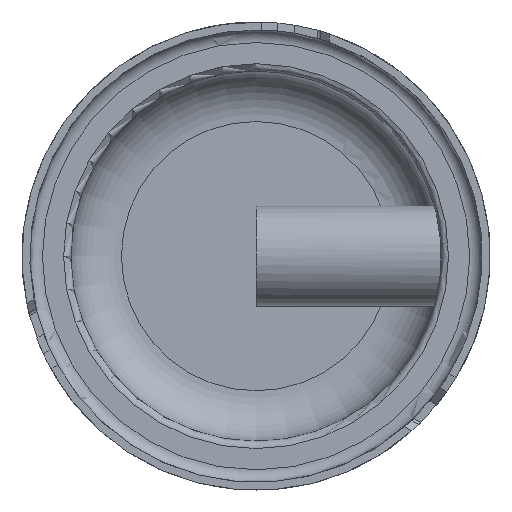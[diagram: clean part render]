
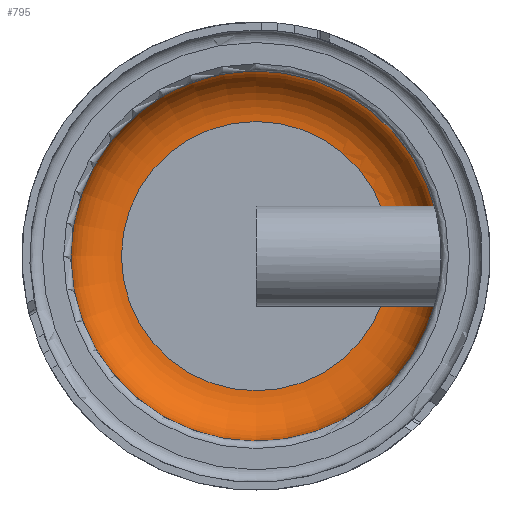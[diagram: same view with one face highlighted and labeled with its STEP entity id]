
A CAD part, front view. The second image highlights one B-rep face of the part: STEP entity #795.
In plain terms, the highlighted toroidal (fillet/blend) face has major radius 23.733 mm and minor radius 8.922 mm.
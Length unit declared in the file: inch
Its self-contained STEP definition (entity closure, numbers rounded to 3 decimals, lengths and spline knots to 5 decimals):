
#9 = FACE_OUTER_BOUND ( 'NONE', #838, .T. ) ;
#49 = CIRCLE ( 'NONE', #1435, 0.93438 ) ;
#71 = CARTESIAN_POINT ( 'NONE',  ( 1.2505, 1.60439, 0.18711 ) ) ;
#108 = EDGE_CURVE ( 'NONE', #1296, #529, #520, .T. ) ;
#132 = EDGE_CURVE ( 'NONE', #1296, #529, #1311, .T. ) ;
#205 = CARTESIAN_POINT ( 'NONE',  ( 1.25419, 1.53423, 0.26668 ) ) ;
#211 = DIRECTION ( 'NONE',  ( 0., 1., 0. ) ) ;
#216 = CARTESIAN_POINT ( 'NONE',  ( 1.24119, 1.65076, -0.07575 ) ) ;
#351 = DIRECTION ( 'NONE',  ( 0., 0., 1. ) ) ;
#355 = CARTESIAN_POINT ( 'NONE',  ( 1.25284, 1.50979, 0.28528 ) ) ;
#363 = CARTESIAN_POINT ( 'NONE',  ( 1.2389, 1.6588, -0.01522 ) ) ;
#403 = CARTESIAN_POINT ( 'NONE',  ( 1.24982, 1.48375, -0.30128 ) ) ;
#419 = DIRECTION ( 'NONE',  ( 0., 0., 1. ) ) ;
#434 = ORIENTED_EDGE ( 'NONE', *, *, #132, .F. ) ;
#515 = CARTESIAN_POINT ( 'NONE',  ( 1.25161, 1.5958, 0.19989 ) ) ;
#520 = B_SPLINE_CURVE_WITH_KNOTS ( 'NONE', 3,
 ( #963, #1718, #798, #1409, #1578, #521, #659, #1246, #1258, #1427, #1567, #216, #1707, #810, #363, #673, #1726, #1089, #1237, #1558, #1696, #71, #515, #1574, #1106, #1869, #205, #355, #938, #949 ),
 .UNSPECIFIED., .F., .F.,
 ( 4, 2, 2, 2, 2, 2, 2, 2, 2, 2, 2, 2, 2, 2, 4 ),
 ( 0., 0.00231, 0.00346, 0.00462, 0.00577, 0.00693, 0.00808, 0.00924, 0.01039, 0.01155, 0.01386, 0.01501, 0.01616, 0.01732, 0.01847 ),
 .UNSPECIFIED. ) ;
#521 = CARTESIAN_POINT ( 'NONE',  ( 1.25161, 1.59575, -0.19996 ) ) ;
#529 = VERTEX_POINT ( 'NONE', #1684 ) ;
#631 = AXIS2_PLACEMENT_3D ( 'NONE', #1919, #1448, #1782 ) ;
#659 = CARTESIAN_POINT ( 'NONE',  ( 1.25053, 1.6042, -0.1874 ) ) ;
#673 = CARTESIAN_POINT ( 'NONE',  ( 1.2389, 1.6588, 0.01517 ) ) ;
#742 = AXIS2_PLACEMENT_3D ( 'NONE', #1094, #211, #351 ) ;
#795 = ADVANCED_FACE ( 'NONE', ( #9, #1412 ), #1557, .F. ) ;
#798 = CARTESIAN_POINT ( 'NONE',  ( 1.25456, 1.53443, -0.26781 ) ) ;
#810 = CARTESIAN_POINT ( 'NONE',  ( 1.2392, 1.65778, -0.03062 ) ) ;
#838 = EDGE_LOOP ( 'NONE', ( #1678 ) ) ;
#855 = ORIENTED_EDGE ( 'NONE', *, *, #108, .T. ) ;
#884 = VERTEX_POINT ( 'NONE', #1141 ) ;
#938 = CARTESIAN_POINT ( 'NONE',  ( 1.25165, 1.49703, 0.29372 ) ) ;
#949 = CARTESIAN_POINT ( 'NONE',  ( 1.24982, 1.48375, 0.30128 ) ) ;
#963 = CARTESIAN_POINT ( 'NONE',  ( 1.24982, 1.48375, -0.30128 ) ) ;
#1089 = CARTESIAN_POINT ( 'NONE',  ( 1.24032, 1.65385, 0.06035 ) ) ;
#1094 = CARTESIAN_POINT ( 'NONE',  ( 0., 1.48375, 0. ) ) ;
#1106 = CARTESIAN_POINT ( 'NONE',  ( 1.2539, 1.56726, 0.23525 ) ) ;
#1141 = CARTESIAN_POINT ( 'NONE',  ( 0., 1.835, 0.93438 ) ) ;
#1237 = CARTESIAN_POINT ( 'NONE',  ( 1.24116, 1.65086, 0.07537 ) ) ;
#1246 = CARTESIAN_POINT ( 'NONE',  ( 1.24816, 1.61944, -0.16119 ) ) ;
#1258 = CARTESIAN_POINT ( 'NONE',  ( 1.24687, 1.62626, -0.14746 ) ) ;
#1296 = VERTEX_POINT ( 'NONE', #403 ) ;
#1299 = DIRECTION ( 'NONE',  ( 0., 1., 0. ) ) ;
#1311 = CIRCLE ( 'NONE', #742, 1.28563 ) ;
#1393 = EDGE_LOOP ( 'NONE', ( #434, #855 ) ) ;
#1409 = CARTESIAN_POINT ( 'NONE',  ( 1.25391, 1.56694, -0.23561 ) ) ;
#1412 = FACE_OUTER_BOUND ( 'NONE', #1393, .T. ) ;
#1427 = CARTESIAN_POINT ( 'NONE',  ( 1.24438, 1.63799, -0.1193 ) ) ;
#1435 = AXIS2_PLACEMENT_3D ( 'NONE', #1756, #1299, #419 ) ;
#1448 = DIRECTION ( 'NONE',  ( 0., 1., 0. ) ) ;
#1557 = TOROIDAL_SURFACE ( 'NONE', #631, 0.93438, 0.35125 ) ;
#1558 = CARTESIAN_POINT ( 'NONE',  ( 1.24422, 1.63893, 0.11968 ) ) ;
#1567 = CARTESIAN_POINT ( 'NONE',  ( 1.2432, 1.64288, -0.10495 ) ) ;
#1574 = CARTESIAN_POINT ( 'NONE',  ( 1.2533, 1.57727, 0.22391 ) ) ;
#1578 = CARTESIAN_POINT ( 'NONE',  ( 1.2533, 1.57716, -0.22403 ) ) ;
#1678 = ORIENTED_EDGE ( 'NONE', *, *, #1736, .T. ) ;
#1684 = CARTESIAN_POINT ( 'NONE',  ( 1.24982, 1.48375, 0.30128 ) ) ;
#1696 = CARTESIAN_POINT ( 'NONE',  ( 1.24693, 1.62731, 0.14758 ) ) ;
#1707 = CARTESIAN_POINT ( 'NONE',  ( 1.24035, 1.65375, -0.06089 ) ) ;
#1718 = CARTESIAN_POINT ( 'NONE',  ( 1.25347, 1.51031, -0.28614 ) ) ;
#1726 = CARTESIAN_POINT ( 'NONE',  ( 1.2392, 1.65781, 0.03028 ) ) ;
#1736 = EDGE_CURVE ( 'NONE', #884, #884, #49, .T. ) ;
#1756 = CARTESIAN_POINT ( 'NONE',  ( 0., 1.835, 0. ) ) ;
#1782 = DIRECTION ( 'NONE',  ( 0., 0., 1. ) ) ;
#1869 = CARTESIAN_POINT ( 'NONE',  ( 1.25434, 1.54576, 0.25662 ) ) ;
#1919 = CARTESIAN_POINT ( 'NONE',  ( 0., 1.48375, 0. ) ) ;
